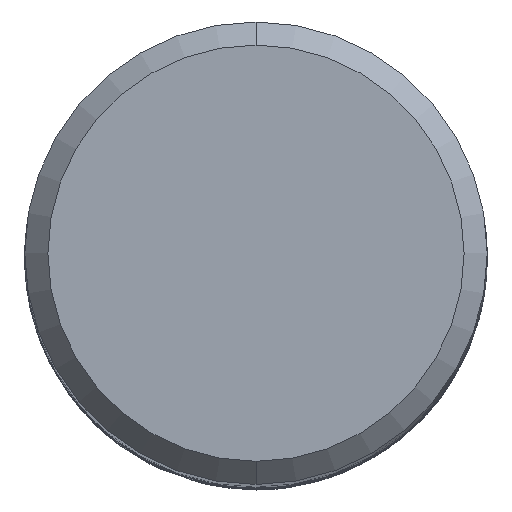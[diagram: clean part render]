
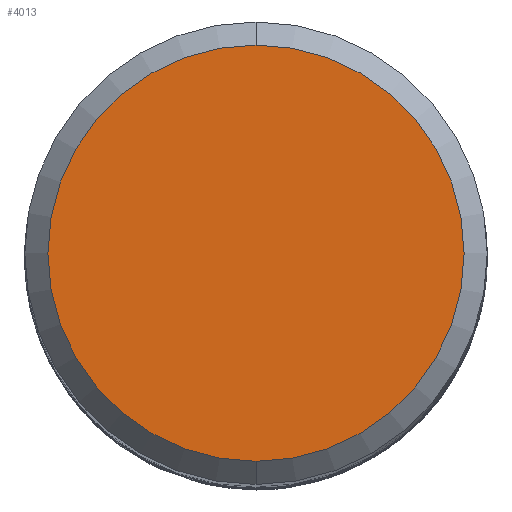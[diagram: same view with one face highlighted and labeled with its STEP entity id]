
A CAD part, top view. The second image highlights one B-rep face of the part: STEP entity #4013.
In plain terms, the highlighted planar face has unit normal (0, 0, 1).
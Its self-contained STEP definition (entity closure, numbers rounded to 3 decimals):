
#1779=VERTEX_POINT('',#4738);
#2757=EDGE_CURVE('',#1779,#4037,#5797,.T.);
#3433=EDGE_CURVE('',#4037,#1779,#6532,.T.);
#4013=ADVANCED_FACE('',(#7162),#7163,.T.);
#4037=VERTEX_POINT('',#7187);
#4738=CARTESIAN_POINT('',(0.,-7.2,0.0));
#5797=CIRCLE('',#25102,7.2);
#6532=CIRCLE('',#35713,7.2);
#7162=FACE_OUTER_BOUND('',#42911,.T.);
#7163=PLANE('',#42912);
#7187=CARTESIAN_POINT('',(0.0,7.2,0.0));
#25102=AXIS2_PLACEMENT_3D('',#51648,#51649,#51650);
#35713=AXIS2_PLACEMENT_3D('',#52481,#52482,#52483);
#42911=EDGE_LOOP('',(#53171,#53172));
#42912=AXIS2_PLACEMENT_3D('',#53173,#53174,#53175);
#51648=CARTESIAN_POINT('',(0.0,0.0,0.0));
#51649=DIRECTION('',(0.0,0.0,-1.0));
#51650=DIRECTION('',(0.0,1.0,0.0));
#52481=CARTESIAN_POINT('',(0.0,0.0,0.0));
#52482=DIRECTION('',(0.0,0.0,-1.0));
#52483=DIRECTION('',(0.0,1.0,0.0));
#53171=ORIENTED_EDGE('',*,*,#3433,.F.);
#53172=ORIENTED_EDGE('',*,*,#2757,.F.);
#53173=CARTESIAN_POINT('',(0.0,3.6,0.0));
#53174=DIRECTION('',(-0.0,0.0,1.0));
#53175=DIRECTION('',(0.0,-1.0,0.0));
